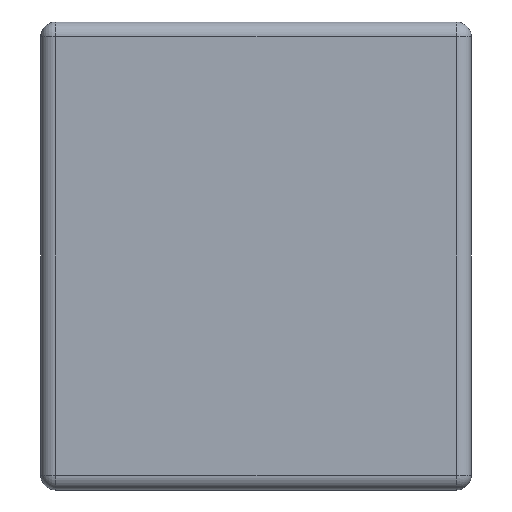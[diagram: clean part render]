
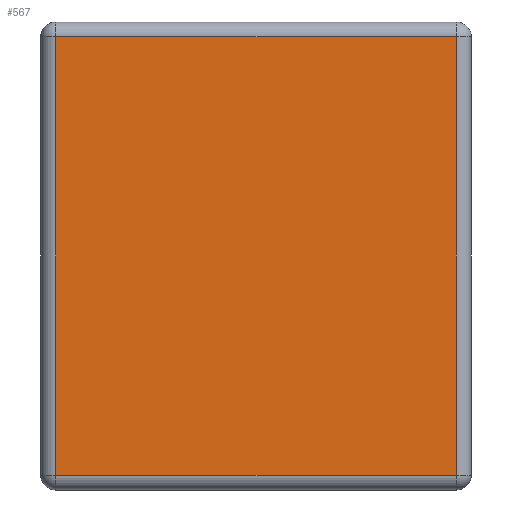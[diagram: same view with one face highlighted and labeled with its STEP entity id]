
A CAD part, left-side view. The second image highlights one B-rep face of the part: STEP entity #567.
In plain terms, the highlighted planar face has unit normal (-1, 0, 0).
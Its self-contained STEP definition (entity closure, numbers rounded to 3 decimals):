
#3 = VECTOR ( 'NONE', #1116, 1000. ) ;
#47 = CARTESIAN_POINT ( 'NONE',  ( -1.6, 2.3, -1.17 ) ) ;
#54 = ORIENTED_EDGE ( 'NONE', *, *, #550, .T. ) ;
#56 = DIRECTION ( 'NONE',  ( 0., 1., 0. ) ) ;
#88 = CARTESIAN_POINT ( 'NONE',  ( -1.6, 0.08, -1.17 ) ) ;
#103 = DIRECTION ( 'NONE',  ( 0., 0., 1. ) ) ;
#310 = AXIS2_PLACEMENT_3D ( 'NONE', #1202, #798, #497 ) ;
#311 = CARTESIAN_POINT ( 'NONE',  ( -1.6, 2.22, -1.25 ) ) ;
#325 = LINE ( 'NONE', #47, #3 ) ;
#332 = CARTESIAN_POINT ( 'NONE',  ( -1.6, 2.22, 1.17 ) ) ;
#354 = VECTOR ( 'NONE', #1109, 1000. ) ;
#388 = EDGE_LOOP ( 'NONE', ( #54, #636, #1148, #1181 ) ) ;
#474 = VERTEX_POINT ( 'NONE', #1103 ) ;
#483 = CARTESIAN_POINT ( 'NONE',  ( -1.6, 0.08, -1.25 ) ) ;
#497 = DIRECTION ( 'NONE',  ( 0., 0., -1. ) ) ;
#505 = CARTESIAN_POINT ( 'NONE',  ( -1.6, 2.3, 1.17 ) ) ;
#550 = EDGE_CURVE ( 'NONE', #1233, #474, #1143, .T. ) ;
#567 = ADVANCED_FACE ( 'NONE', ( #1026 ), #996, .F. ) ;
#580 = EDGE_CURVE ( 'NONE', #474, #671, #325, .T. ) ;
#588 = VERTEX_POINT ( 'NONE', #1131 ) ;
#592 = VECTOR ( 'NONE', #103, 1000. ) ;
#610 = LINE ( 'NONE', #505, #833 ) ;
#636 = ORIENTED_EDGE ( 'NONE', *, *, #580, .T. ) ;
#671 = VERTEX_POINT ( 'NONE', #88 ) ;
#798 = DIRECTION ( 'NONE',  ( 1., 0., 0. ) ) ;
#817 = EDGE_CURVE ( 'NONE', #588, #1233, #610, .T. ) ;
#833 = VECTOR ( 'NONE', #56, 1000. ) ;
#996 = PLANE ( 'NONE',  #310 ) ;
#1026 = FACE_OUTER_BOUND ( 'NONE', #388, .T. ) ;
#1028 = EDGE_CURVE ( 'NONE', #671, #588, #1138, .T. ) ;
#1103 = CARTESIAN_POINT ( 'NONE',  ( -1.6, 2.22, -1.17 ) ) ;
#1109 = DIRECTION ( 'NONE',  ( 0., 0., -1. ) ) ;
#1116 = DIRECTION ( 'NONE',  ( 0., -1., 0. ) ) ;
#1131 = CARTESIAN_POINT ( 'NONE',  ( -1.6, 0.08, 1.17 ) ) ;
#1138 = LINE ( 'NONE', #483, #592 ) ;
#1143 = LINE ( 'NONE', #311, #354 ) ;
#1148 = ORIENTED_EDGE ( 'NONE', *, *, #1028, .T. ) ;
#1181 = ORIENTED_EDGE ( 'NONE', *, *, #817, .T. ) ;
#1202 = CARTESIAN_POINT ( 'NONE',  ( -1.6, 2.3, -1.25 ) ) ;
#1233 = VERTEX_POINT ( 'NONE', #332 ) ;
